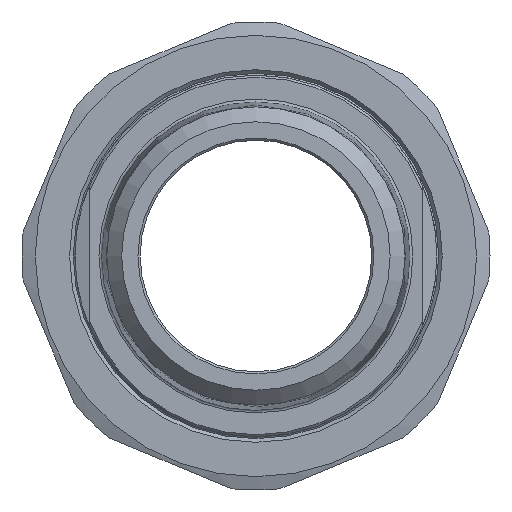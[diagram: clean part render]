
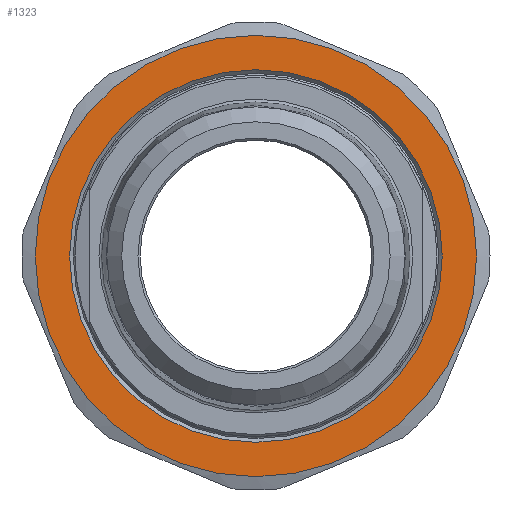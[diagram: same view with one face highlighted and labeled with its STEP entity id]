
A CAD part, left-side view. The second image highlights one B-rep face of the part: STEP entity #1323.
In plain terms, the highlighted planar face has unit normal (-1, 0, 0).
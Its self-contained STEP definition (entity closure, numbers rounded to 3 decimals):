
#40=FACE_BOUND('',#245,.T.);
#116=PLANE('',#1508);
#161=FACE_OUTER_BOUND('',#244,.T.);
#244=EDGE_LOOP('',(#1000));
#245=EDGE_LOOP('',(#1001));
#462=CIRCLE('',#1487,30.5);
#473=CIRCLE('',#1507,25.75);
#588=VERTEX_POINT('',#2258);
#597=VERTEX_POINT('',#2290);
#738=EDGE_CURVE('',#588,#588,#462,.T.);
#751=EDGE_CURVE('',#597,#597,#473,.T.);
#1000=ORIENTED_EDGE('',*,*,#738,.T.);
#1001=ORIENTED_EDGE('',*,*,#751,.F.);
#1323=ADVANCED_FACE('',(#161,#40),#116,.F.);
#1487=AXIS2_PLACEMENT_3D('',#2260,#1740,#1741);
#1507=AXIS2_PLACEMENT_3D('',#2291,#1782,#1783);
#1508=AXIS2_PLACEMENT_3D('',#2293,#1785,#1786);
#1740=DIRECTION('center_axis',(-1.,0.,0.));
#1741=DIRECTION('ref_axis',(0.,1.,0.));
#1782=DIRECTION('center_axis',(-1.,0.,0.));
#1783=DIRECTION('ref_axis',(0.,-1.,0.));
#1785=DIRECTION('center_axis',(1.,0.,0.));
#1786=DIRECTION('ref_axis',(0.,0.,-1.));
#2258=CARTESIAN_POINT('',(-20.,-30.5,0.));
#2260=CARTESIAN_POINT('Origin',(-20.,0.,0.));
#2290=CARTESIAN_POINT('',(-20.,25.75,0.));
#2291=CARTESIAN_POINT('Origin',(-20.,0.,0.));
#2293=CARTESIAN_POINT('Origin',(-20.,0.,0.));
